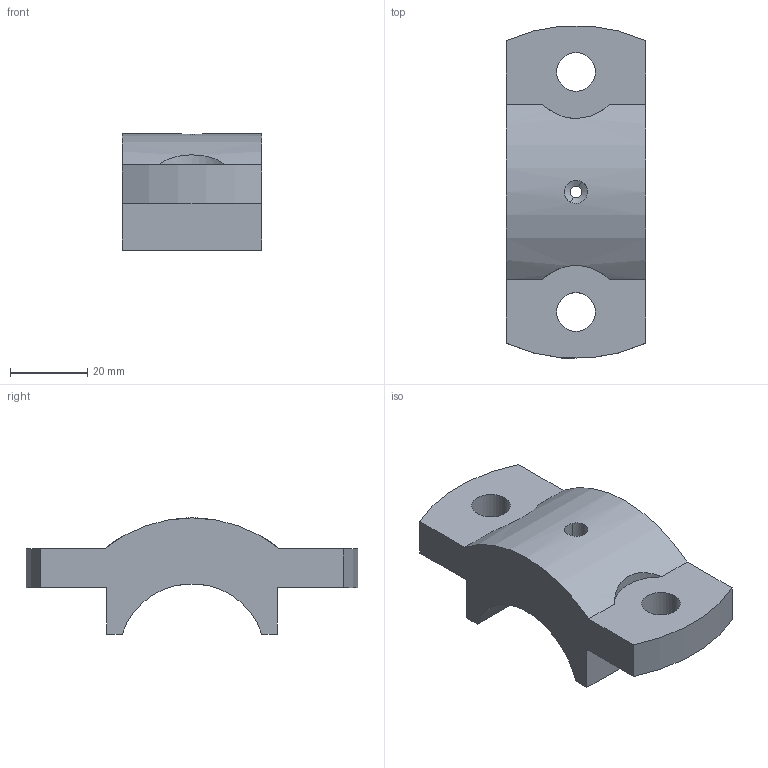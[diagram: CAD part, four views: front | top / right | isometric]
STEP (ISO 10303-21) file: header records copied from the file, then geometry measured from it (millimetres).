
FILE_DESCRIPTION(('CATIA V5 STEP Exchange'),'2;1');
FILE_NAME('Cap.stp','2023-03-18T23:21:02+00:00',('none'),('none'),'CATIA Version 5 Release 21 GA (IN-10)','CATIA V5 STEP AP203','none');
FILE_SCHEMA(('CONFIG_CONTROL_DESIGN'));
Length unit declared in the file: millimetre
Products named in the file (1): Cap
Bounding box: 36 x 85.68 x 30 mm (x, y, z)
Volume: 43590.8 mm3; surface area: 11178.8 mm2
Topology: 1 solids, 1 shells, 26 faces, 70 edges, 46 vertices
Faces by surface type: cylinder 14, plane 10, cone 2
Entity records: 858 total; most frequent: CARTESIAN_POINT 197, ORIENTED_EDGE 140, DIRECTION 98, EDGE_CURVE 70, VERTEX_POINT 46, AXIS2_PLACEMENT_3D 41, VECTOR 40, LINE 40
